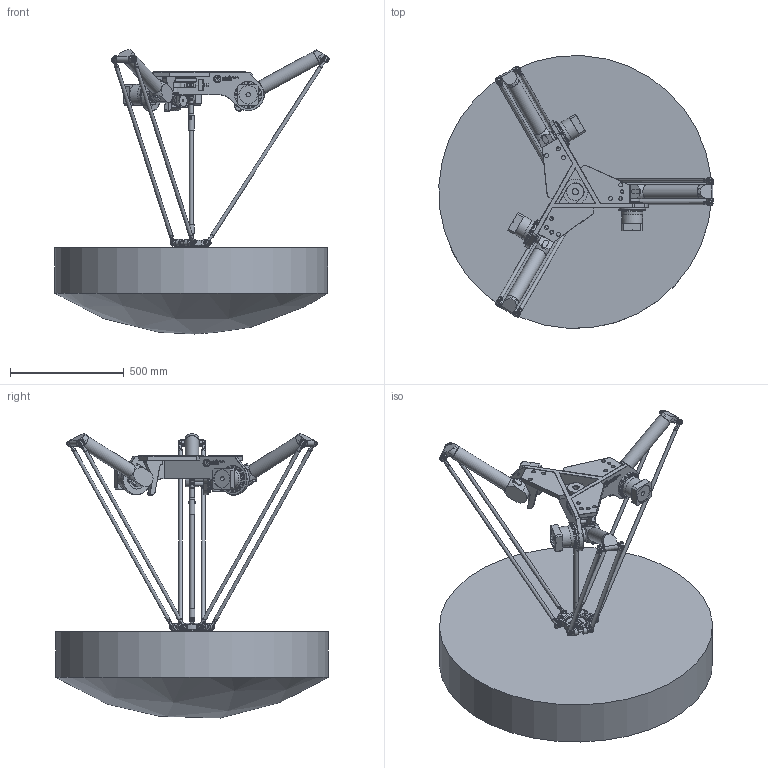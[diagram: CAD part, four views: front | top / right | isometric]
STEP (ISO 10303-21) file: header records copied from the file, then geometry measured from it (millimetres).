
FILE_DESCRIPTION(/* description */ (''),/* implementation_level */ '2;1');
FILE_NAME(/* name */ '3D-model_A_00035-T1.stp',/* time_stamp */ '2022-07-18T17:57:38+02:00',/* author */ ('enrico.reif'),/* organization */ ('Majatronic'),/* preprocessor_version */ 'ST-DEVELOPER v16.5',/* originating_system */ 'Autodesk Inventor 2017',/* authorisation */ '');
FILE_SCHEMA (('AUTOMOTIVE_DESIGN { 1 0 10303 214 3 1 1 }'));
Products named in the file (12): MT_BGR00019867MT_BGR; MT_BGR00019857MT_BGR; MT_WST00062107MT_WST; MT_WST00046397MT_WST; MT_WST00055576MT_WST; MT_WST00062190MT_WST; MT_WST00112408; MT_WST00046396MT_WST; MT_WST00062192MT_WST; MT_WST00062193MT_WST; MT_WST00101401; MT_WST00057754MT_WST
Assembly tree (25 placements, depth 3):
  MT_BGR00019867MT_BGR
    MT_BGR00019857MT_BGR
      MT_WST00062107MT_WST
      MT_WST00046397MT_WST  x3
      MT_WST00055576MT_WST
    MT_WST00062190MT_WST
    MT_WST00112408
    MT_WST00046396MT_WST  x3
    MT_WST00062192MT_WST
    MT_WST00062193MT_WST  x6
    MT_WST00101401  x6
    MT_WST00057754MT_WST
Bounding box: 1204.94 x 1198.35 x 1247.77 mm (x, y, z)
Volume: 348164605.1 mm3; surface area: 4756923.3 mm2
Topology: 24 solids, 36 shells, 3091 faces, 7089 edges, 4463 vertices
Faces by surface type: plane 1745, cylinder 877, cone 298, bspline 102, torus 64, sphere 5
Full cylindrical faces by diameter (mm): 3 x1, 3.459 x4, 3.917 x4, 4.917 x4, 5 x24, 6 x37, 8 x42, 8.5 x72, 9 x1, 10 x3, 11 x3, 11.4 x1, 12 x32, 13 x2, 15 x3, 15.98 x12, 16 x44, 16.199 x1, 16.999 x1, 17.5 x9, 18 x28, 19 x4, 20 x1, 21 x1, 23 x1, 25 x3, 26 x2, 31.5 x3, 34.999 x1, 37 x1
Entity records: 63480 total; most frequent: CARTESIAN_POINT 18278, DIRECTION 9214, ORIENTED_EDGE 8516, EDGE_CURVE 4258, AXIS2_PLACEMENT_3D 3309, VERTEX_POINT 2888, EDGE_LOOP 2614, LINE 2596
